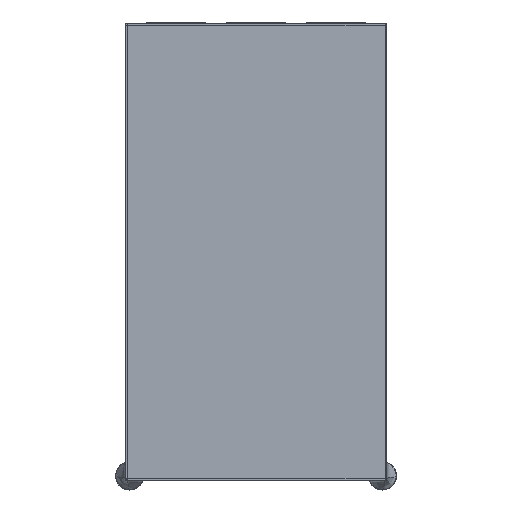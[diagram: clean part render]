
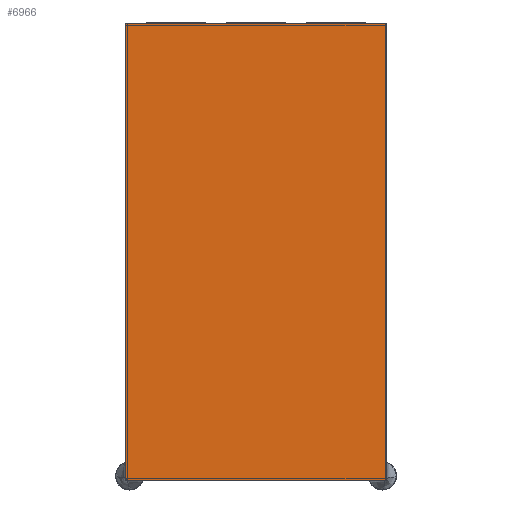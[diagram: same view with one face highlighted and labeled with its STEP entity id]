
A CAD part, front view. The second image highlights one B-rep face of the part: STEP entity #6966.
In plain terms, the highlighted planar face has unit normal (0, -1, 0).
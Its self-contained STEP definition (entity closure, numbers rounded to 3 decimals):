
#675=FACE_OUTER_BOUND('',#1139,.T.);
#1139=EDGE_LOOP('',(#4710,#4711,#4712,#4713));
#1638=LINE('',#10519,#2340);
#1639=LINE('',#10521,#2341);
#1640=LINE('',#10523,#2342);
#1641=LINE('',#10524,#2343);
#2340=VECTOR('',#8343,10.);
#2341=VECTOR('',#8344,10.);
#2342=VECTOR('',#8345,10.);
#2343=VECTOR('',#8346,10.);
#3034=VERTEX_POINT('',#10517);
#3035=VERTEX_POINT('',#10518);
#3036=VERTEX_POINT('',#10520);
#3037=VERTEX_POINT('',#10522);
#3678=EDGE_CURVE('',#3034,#3035,#1638,.T.);
#3679=EDGE_CURVE('',#3035,#3036,#1639,.T.);
#3680=EDGE_CURVE('',#3036,#3037,#1640,.T.);
#3681=EDGE_CURVE('',#3037,#3034,#1641,.T.);
#4710=ORIENTED_EDGE('',*,*,#3678,.T.);
#4711=ORIENTED_EDGE('',*,*,#3679,.T.);
#4712=ORIENTED_EDGE('',*,*,#3680,.T.);
#4713=ORIENTED_EDGE('',*,*,#3681,.T.);
#6685=PLANE('',#7567);
#6966=ADVANCED_FACE('',(#675),#6685,.F.);
#7567=AXIS2_PLACEMENT_3D('',#10516,#8341,#8342);
#8341=DIRECTION('center_axis',(0.,1.,0.));
#8342=DIRECTION('ref_axis',(0.,0.,-1.));
#8343=DIRECTION('',(1.,0.,0.));
#8344=DIRECTION('',(0.,0.,1.));
#8345=DIRECTION('',(-1.,0.,0.));
#8346=DIRECTION('',(0.,0.,-1.));
#10516=CARTESIAN_POINT('Origin',(35.,-2.,-55.75));
#10517=CARTESIAN_POINT('',(-2.5,-2.,-114.));
#10518=CARTESIAN_POINT('',(72.5,-2.,-114.));
#10519=CARTESIAN_POINT('',(35.,-2.,-114.));
#10520=CARTESIAN_POINT('',(72.5,-2.,17.));
#10521=CARTESIAN_POINT('',(72.5,-2.,-55.75));
#10522=CARTESIAN_POINT('',(-2.5,-2.,17.));
#10523=CARTESIAN_POINT('',(35.,-2.,17.));
#10524=CARTESIAN_POINT('',(-2.5,-2.,-55.75));
